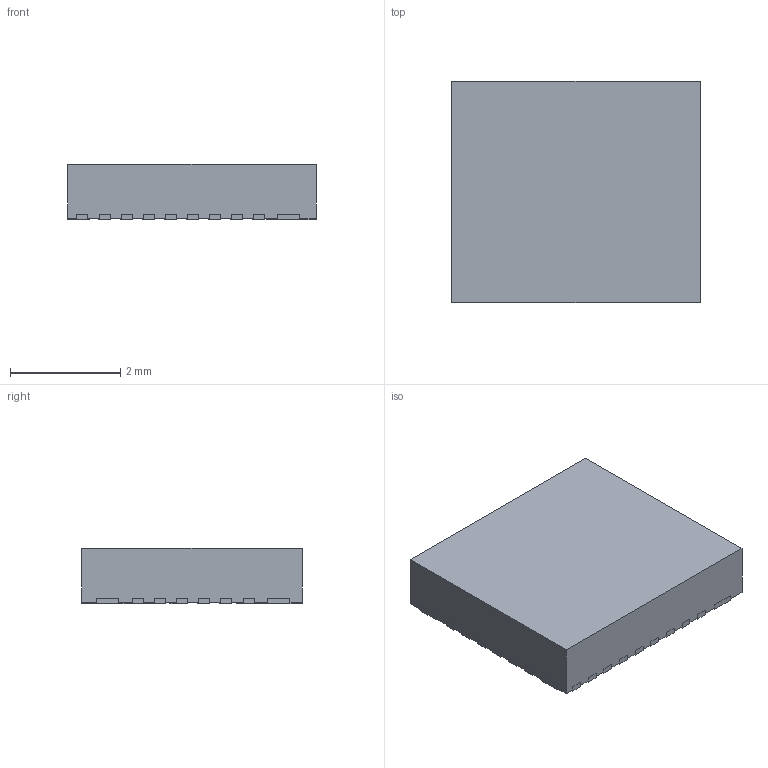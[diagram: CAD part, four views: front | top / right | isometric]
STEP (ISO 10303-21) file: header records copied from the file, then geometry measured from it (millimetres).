
FILE_DESCRIPTION((''),'2;1');
FILE_NAME('RPP0032B_ASM','2020-07-08T10:30:00',('a0412086'),(''),'CREO PARAMETRIC BY PTC INC, 2019292','CREO PARAMETRIC BY PTC INC, 2019292','');
FILE_SCHEMA(('AUTOMOTIVE_DESIGN { 1 0 10303 214 1 1 1 1 }'));
Length unit declared in the file: millimetre
Products named in the file (3): FRAME; MOLD; RPP0032B_ASM
Assembly tree (2 placements, depth 2):
  RPP0032B_ASM
    FRAME
    MOLD
Bounding box: 4.5 x 4 x 1 mm (x, y, z)
Volume: 17.7 mm3; surface area: 70 mm2
Topology: 33 solids, 33 shells, 680 faces, 1842 edges, 1228 vertices
Faces by surface type: plane 662, cylinder 18
Entity records: 27098 total; most frequent: CARTESIAN_POINT 3762, ORIENTED_EDGE 3684, DIRECTION 3248, PRESENTATION_STYLE_ASSIGNMENT 1911, STYLED_ITEM 1875, CURVE_STYLE 1842, EDGE_CURVE 1842, VECTOR 1806
